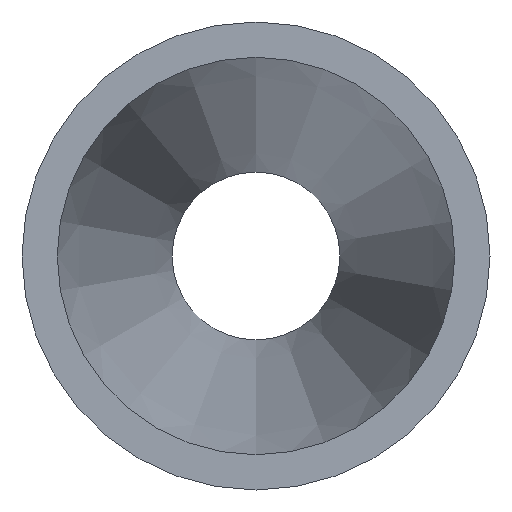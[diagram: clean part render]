
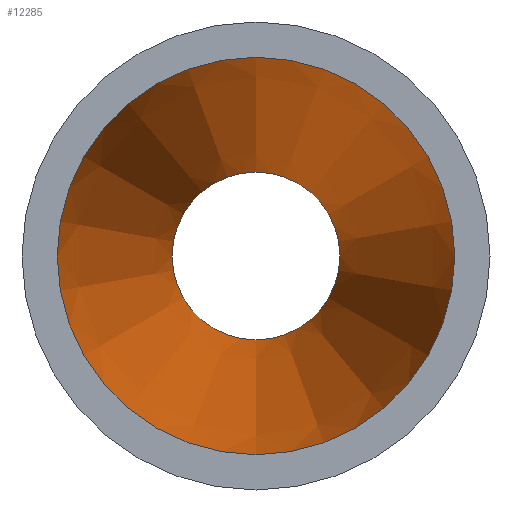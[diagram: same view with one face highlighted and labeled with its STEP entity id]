
A CAD part, front view. The second image highlights one B-rep face of the part: STEP entity #12285.
In plain terms, the highlighted conical face has half-angle 9.369 degrees and reference radius 11.423 mm.
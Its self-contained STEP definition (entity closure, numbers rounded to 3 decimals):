
#1206 = CONICAL_SURFACE ( 'NONE', #9944, 11.423, 0.164 ) ;
#1728 = VERTEX_POINT ( 'NONE', #2669 ) ;
#1988 = EDGE_CURVE ( 'NONE', #13296, #13296, #14003, .T. ) ;
#2142 = FACE_BOUND ( 'NONE', #7236, .T. ) ;
#2669 = CARTESIAN_POINT ( 'NONE',  ( 0., 0., -11.423 ) ) ;
#2782 = DIRECTION ( 'NONE',  ( 0., 0., -1. ) ) ;
#3156 = FACE_OUTER_BOUND ( 'NONE', #6683, .T. ) ;
#3457 = CARTESIAN_POINT ( 'NONE',  ( 0., 40., -4.823 ) ) ;
#3507 = EDGE_CURVE ( 'NONE', #1728, #1728, #10169, .T. ) ;
#3711 = DIRECTION ( 'NONE',  ( 0., -1., 0. ) ) ;
#3882 = DIRECTION ( 'NONE',  ( 0., -1., 0. ) ) ;
#5254 = ORIENTED_EDGE ( 'NONE', *, *, #3507, .T. ) ;
#6683 = EDGE_LOOP ( 'NONE', ( #5254 ) ) ;
#6946 = AXIS2_PLACEMENT_3D ( 'NONE', #8211, #3711, #2782 ) ;
#7236 = EDGE_LOOP ( 'NONE', ( #13131 ) ) ;
#8211 = CARTESIAN_POINT ( 'NONE',  ( 0., 0., 0. ) ) ;
#8261 = AXIS2_PLACEMENT_3D ( 'NONE', #9452, #3882, #10546 ) ;
#9452 = CARTESIAN_POINT ( 'NONE',  ( 0., 40., 0. ) ) ;
#9887 = DIRECTION ( 'NONE',  ( 0., -1., 0. ) ) ;
#9944 = AXIS2_PLACEMENT_3D ( 'NONE', #11049, #9887, #14140 ) ;
#10169 = CIRCLE ( 'NONE', #6946, 11.423 ) ;
#10546 = DIRECTION ( 'NONE',  ( 0., 0., -1. ) ) ;
#11049 = CARTESIAN_POINT ( 'NONE',  ( 0., 0., 0. ) ) ;
#12285 = ADVANCED_FACE ( 'NONE', ( #2142, #3156 ), #1206, .F. ) ;
#13131 = ORIENTED_EDGE ( 'NONE', *, *, #1988, .F. ) ;
#13296 = VERTEX_POINT ( 'NONE', #3457 ) ;
#14003 = CIRCLE ( 'NONE', #8261, 4.823 ) ;
#14140 = DIRECTION ( 'NONE',  ( 0., 0., -1. ) ) ;
